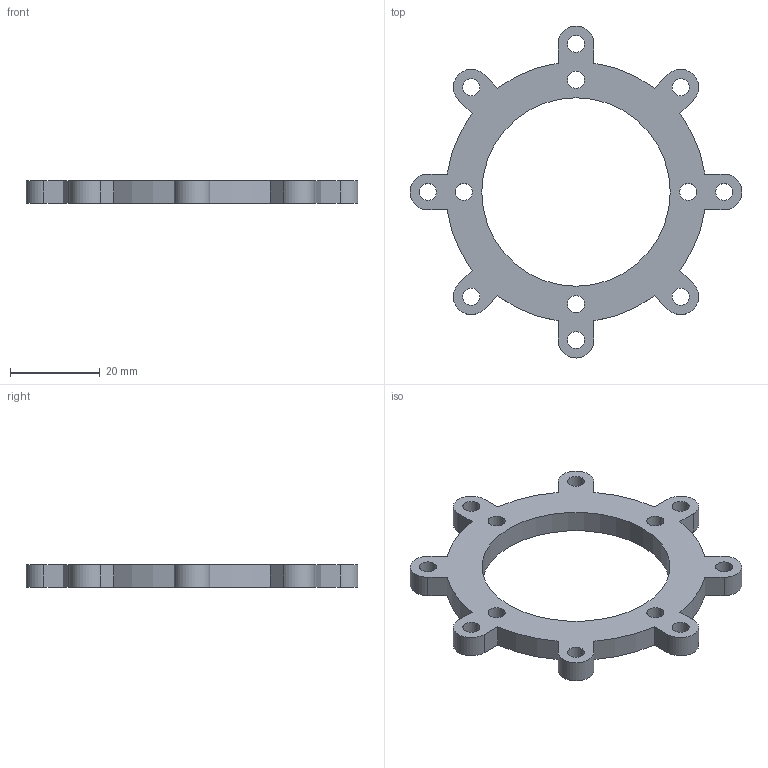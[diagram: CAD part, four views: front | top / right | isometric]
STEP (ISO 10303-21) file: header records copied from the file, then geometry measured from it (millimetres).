
FILE_DESCRIPTION(/* description */ ('STEP AP242','CAx-IF Rec.Pracs.---Representation and Presentation of Product Manufacturing Information (PMI)---4.0---2014-10-13','CAx-IF Rec.Pracs.---3D Tessellated Geometry---0.4---2014-09-14','2;1'),/* implementation_level */ '2;1');
FILE_NAME(/* name */ '68897fe8d5e58e2024bddadb',/* time_stamp */ '2025-07-30T02:14:00Z',/* author */ (''),/* organization */ (''),/* preprocessor_version */ 'ST-DEVELOPER v20',/* originating_system */ 'ONSHAPE BY PTC INC, 1.201',/* authorisation */ ' ');
FILE_SCHEMA (('AP242_MANAGED_MODEL_BASED_3D_ENGINEERING_MIM_LF { 1 0 10303 442 1 1 4 }'));
Length unit declared in the file: metre
Products named in the file (1): motor bottom mount
Bounding box: 74 x 74 x 5 mm (x, y, z)
Volume: 7917.5 mm3; surface area: 5977.9 mm2
Topology: 1 solids, 1 shells, 47 faces, 148 edges, 103 vertices
Faces by surface type: cylinder 29, plane 18
Full cylindrical faces by diameter (mm): 3.8 x12, 42 x1
Entity records: 1576 total; most frequent: DIRECTION 276, CARTESIAN_POINT 260, ORIENTED_EDGE 244, EDGE_CURVE 122, AXIS2_PLACEMENT_3D 106, VERTEX_POINT 90, EDGE_LOOP 86, FACE_BOUND 86
